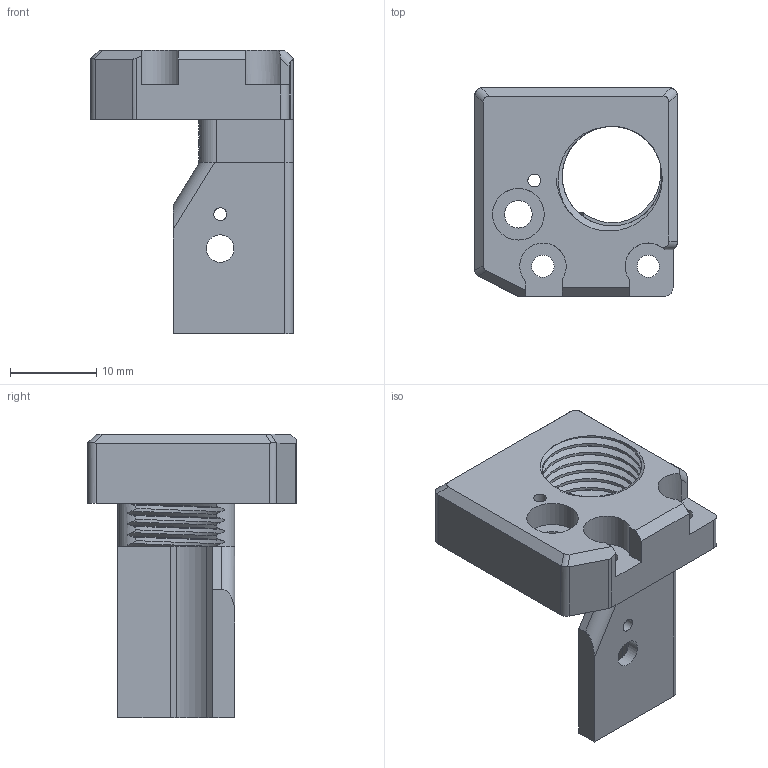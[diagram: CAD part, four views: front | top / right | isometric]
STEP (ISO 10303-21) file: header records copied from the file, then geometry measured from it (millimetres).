
FILE_DESCRIPTION(/* description */ ('STEP AP214'),/* implementation_level */ '2;1');
FILE_NAME(/* name */ 'cnc_pg7_mount.step',/* time_stamp */ '2025-11-02T13:51:58-05:00',/* author */ (''),/* organization */ (''),/* preprocessor_version */ 'ST-DEVELOPER v20.1',/* originating_system */ 'Autodesk Translation Framework v14.17.0.0',/* authorisation */ '');
FILE_SCHEMA (('AUTOMOTIVE_DESIGN { 1 0 10303 214 3 1 1 }'));
Length unit declared in the file: millimetre
Products named in the file (2): A Drive Frame Upper print; CNC_PG7_Mount
Assembly tree (1 placements, depth 2):
  A Drive Frame Upper print
    CNC_PG7_Mount
Bounding box: 23.59 x 24.27 x 32.9 mm (x, y, z)
Volume: 4415.1 mm3; surface area: 3857.2 mm2
Topology: 2 solids, 2 shells, 110 faces, 319 edges, 206 vertices
Faces by surface type: cylinder 54, plane 37, bspline 19
Full cylindrical faces by diameter (mm): 1.5 x2, 2.6 x2, 3.2 x2, 6 x2, 11.579 x4, 12.98 x5
Entity records: 6486 total; most frequent: CARTESIAN_POINT 3697, ORIENTED_EDGE 626, DIRECTION 488, EDGE_CURVE 313, VERTEX_POINT 206, AXIS2_PLACEMENT_3D 170, LINE 148, VECTOR 148
